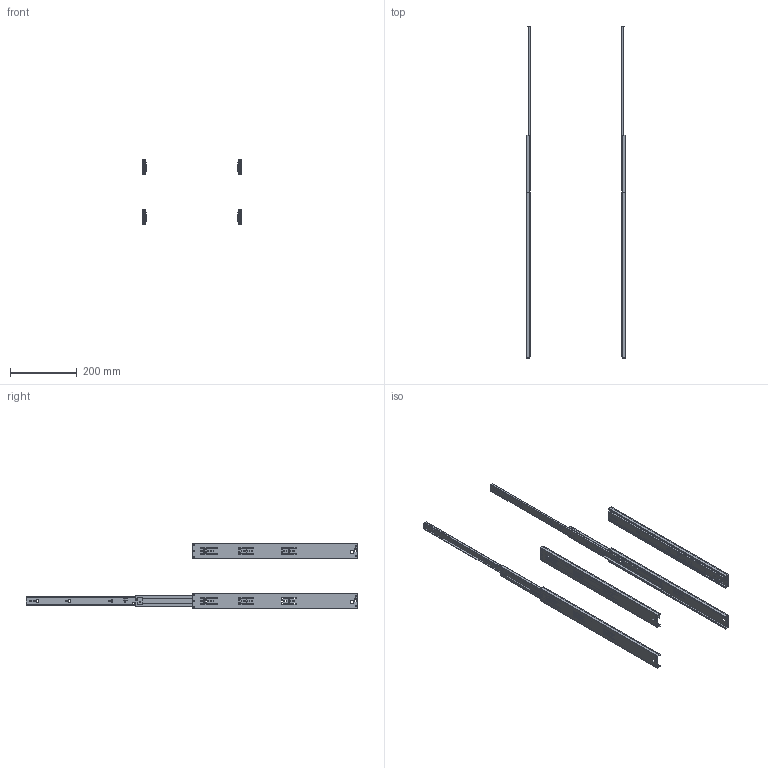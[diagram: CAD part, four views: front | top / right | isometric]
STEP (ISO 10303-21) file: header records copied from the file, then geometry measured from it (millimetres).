
FILE_DESCRIPTION( ( 'Unknown' ), '1' );
FILE_NAME( '35D65-500.stp', 'Unknown', ( 'Unknown' ), ( 'Unknown' ), 'PSStep 14.0', 'Unknown', ' ' );
FILE_SCHEMA( ( 'AUTOMOTIVE_DESIGN { 1 0 10303 214 1 1 1 1 }' ) );
Length unit declared in the file: millimetre
Products named in the file (7): Assem1; P30_1; P20_1; P10_1; P30_mir_1; P10_mir_1; P20_mir_1
Assembly tree (12 placements, depth 2):
  Assem1
    P30_1  x2
    P20_1  x2
    P10_1  x2
    P30_mir_1  x2
    P10_mir_1  x2
    P20_mir_1  x2
Bounding box: 300 x 997 x 195.3 mm (x, y, z)
Volume: 361082.7 mm3; surface area: 592284.6 mm2
Topology: 12 solids, 12 shells, 1088 faces, 3216 edges, 2152 vertices
Faces by surface type: plane 692, cylinder 388, cone 8
Full cylindrical faces by diameter (mm): 2.2 x4, 3 x4, 3.2 x4, 3.5 x8, 4.5 x4, 4.6 x28, 5 x36, 5.4 x4, 6.4 x12
Entity records: 22350 total; most frequent: CARTESIAN_POINT 3097, ORIENTED_EDGE 3016, DIRECTION 3014, EDGE_CURVE 1508, LINE 1116, VECTOR 1116, VERTEX_POINT 1032, AXIS2_PLACEMENT_3D 949
